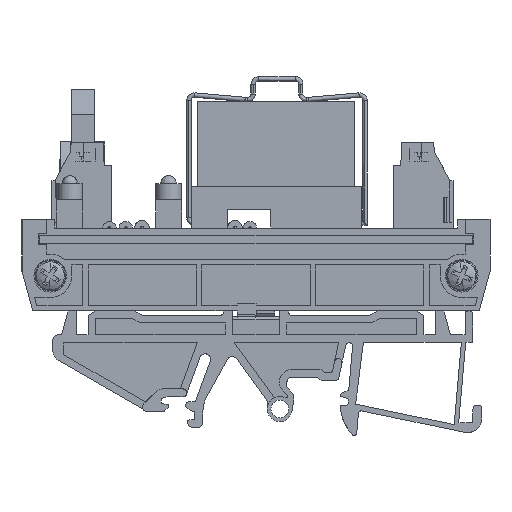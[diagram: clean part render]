
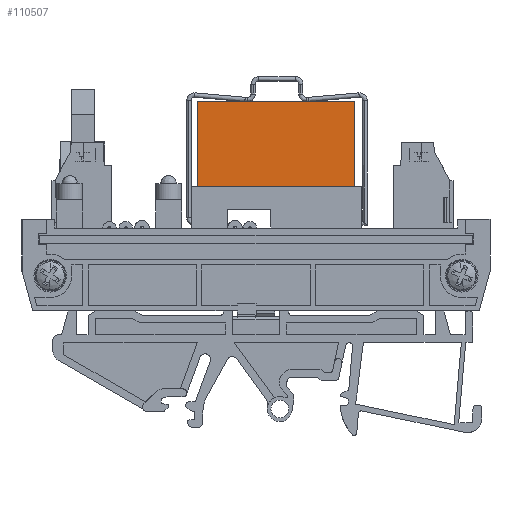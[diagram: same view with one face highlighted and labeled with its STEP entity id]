
A CAD part, left-side view. The second image highlights one B-rep face of the part: STEP entity #110507.
In plain terms, the highlighted planar face has unit normal (-1, 0, 0).
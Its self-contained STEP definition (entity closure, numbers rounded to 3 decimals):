
#110489=AXIS2_PLACEMENT_3D('Plane Axis2P3D',#110486,#110487,#110488) ;
#109357=CARTESIAN_POINT('Vertex',(4.1,53.931,45.952)) ;
#109373=CARTESIAN_POINT('Vertex',(4.1,24.931,45.952)) ;
#109376=CARTESIAN_POINT('Line Origine',(4.1,39.431,45.952)) ;
#110447=CARTESIAN_POINT('Vertex',(4.1,53.931,61.652)) ;
#110450=CARTESIAN_POINT('Line Origine',(4.1,39.431,61.652)) ;
#110454=CARTESIAN_POINT('Vertex',(4.1,24.931,61.652)) ;
#110486=CARTESIAN_POINT('Axis2P3D Location',(4.1,53.931,45.952)) ;
#110491=CARTESIAN_POINT('Line Origine',(4.1,53.931,53.802)) ;
#110496=CARTESIAN_POINT('Line Origine',(4.1,24.931,53.802)) ;
#109377=DIRECTION('Vector Direction',(0.,-1.,0.)) ;
#110451=DIRECTION('Vector Direction',(0.,-1.,0.)) ;
#110487=DIRECTION('Axis2P3D Direction',(-1.,0.,0.)) ;
#110488=DIRECTION('Axis2P3D XDirection',(0.,0.,1.)) ;
#110492=DIRECTION('Vector Direction',(0.,0.,-1.)) ;
#110497=DIRECTION('Vector Direction',(0.,0.,-1.)) ;
#109378=VECTOR('Line Direction',#109377,1.) ;
#110452=VECTOR('Line Direction',#110451,1.) ;
#110493=VECTOR('Line Direction',#110492,1.) ;
#110498=VECTOR('Line Direction',#110497,1.) ;
#110502=ORIENTED_EDGE('',*,*,#110495,.T.) ;
#110503=ORIENTED_EDGE('',*,*,#109380,.T.) ;
#110504=ORIENTED_EDGE('',*,*,#110500,.F.) ;
#110505=ORIENTED_EDGE('',*,*,#110456,.F.) ;
#110507=ADVANCED_FACE('NONE',(#110506),#110490,.T.) ;
#109380=EDGE_CURVE('',#109358,#109374,#109379,.T.) ;
#110456=EDGE_CURVE('',#110448,#110455,#110453,.T.) ;
#110495=EDGE_CURVE('',#110448,#109358,#110494,.T.) ;
#110500=EDGE_CURVE('',#110455,#109374,#110499,.T.) ;
#110501=EDGE_LOOP('',(#110502,#110503,#110504,#110505)) ;
#110506=FACE_OUTER_BOUND('',#110501,.T.) ;
#109379=LINE('Line',#109376,#109378) ;
#110453=LINE('Line',#110450,#110452) ;
#110494=LINE('Line',#110491,#110493) ;
#110499=LINE('Line',#110496,#110498) ;
#110490=PLANE('',#110489) ;
#109358=VERTEX_POINT('',#109357) ;
#109374=VERTEX_POINT('',#109373) ;
#110448=VERTEX_POINT('',#110447) ;
#110455=VERTEX_POINT('',#110454) ;
